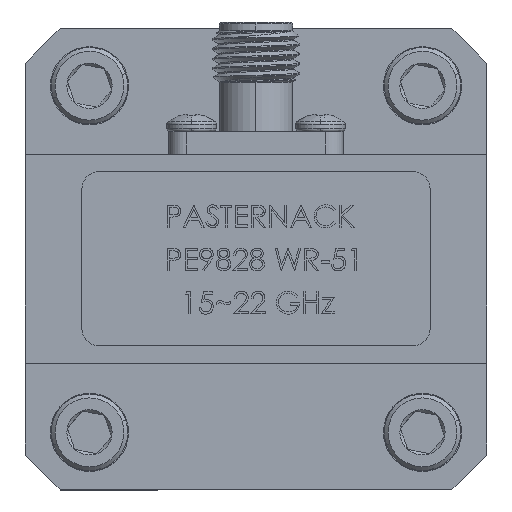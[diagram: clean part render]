
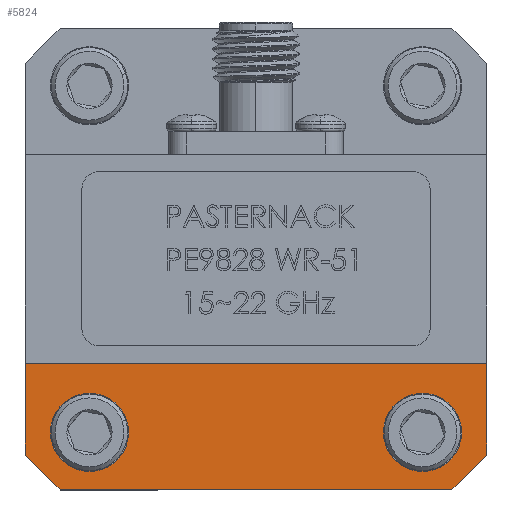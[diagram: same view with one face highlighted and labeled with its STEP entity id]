
A CAD part, top view. The second image highlights one B-rep face of the part: STEP entity #5824.
In plain terms, the highlighted face is planar.
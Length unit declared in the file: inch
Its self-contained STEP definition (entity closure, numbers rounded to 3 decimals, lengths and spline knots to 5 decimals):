
#1044 = ORIENTED_EDGE ( 'NONE', *, *, #18642, .F. ) ;
#1141 = VERTEX_POINT ( 'NONE', #8684 ) ;
#1511 = CARTESIAN_POINT ( 'NONE',  ( 0.4035, -0.4975, -0.187 ) ) ;
#1555 = DIRECTION ( 'NONE',  ( -1., 0., 0. ) ) ;
#2106 = ORIENTED_EDGE ( 'NONE', *, *, #17208, .F. ) ;
#3064 = VECTOR ( 'NONE', #23775, 39.37008 ) ;
#3131 = EDGE_CURVE ( 'NONE', #27095, #6585, #13648, .T. ) ;
#4512 = EDGE_CURVE ( 'NONE', #24813, #23356, #19898, .T. ) ;
#4673 = EDGE_CURVE ( 'NONE', #18162, #23356, #18551, .T. ) ;
#4891 = ORIENTED_EDGE ( 'NONE', *, *, #14232, .F. ) ;
#5810 = DIRECTION ( 'NONE',  ( 0., 0., -1. ) ) ;
#5824 = ADVANCED_FACE ( 'NONE', ( #24419, #11896, #12863 ), #23448, .T. ) ;
#6240 = VERTEX_POINT ( 'NONE', #8203 ) ;
#6483 = ORIENTED_EDGE ( 'NONE', *, *, #15292, .F. ) ;
#6585 = VERTEX_POINT ( 'NONE', #20571 ) ;
#7512 = CARTESIAN_POINT ( 'NONE',  ( -0.6625, -0.3, -0.187 ) ) ;
#7577 = VECTOR ( 'NONE', #25233, 39.37008 ) ;
#8203 = CARTESIAN_POINT ( 'NONE',  ( -0.4035, -0.4975, -0.187 ) ) ;
#8684 = CARTESIAN_POINT ( 'NONE',  ( 0.6625, -0.5625, -0.187 ) ) ;
#8721 = CARTESIAN_POINT ( 'NONE',  ( 1.48528, -0.3, -0.187 ) ) ;
#8787 = CARTESIAN_POINT ( 'NONE',  ( -0.5525, -0.4975, -0.187 ) ) ;
#9036 = DIRECTION ( 'NONE',  ( 0., 0., -1. ) ) ;
#9316 = ORIENTED_EDGE ( 'NONE', *, *, #25996, .F. ) ;
#9659 = DIRECTION ( 'NONE',  ( -0.707, 0.707, 0. ) ) ;
#9671 = AXIS2_PLACEMENT_3D ( 'NONE', #24724, #20314, #9765 ) ;
#9765 = DIRECTION ( 'NONE',  ( -1., 0., 0. ) ) ;
#9779 = ORIENTED_EDGE ( 'NONE', *, *, #19192, .T. ) ;
#9860 = EDGE_LOOP ( 'NONE', ( #2106, #23899 ) ) ;
#10136 = CARTESIAN_POINT ( 'NONE',  ( 0.478, -0.4975, -0.187 ) ) ;
#10458 = CARTESIAN_POINT ( 'NONE',  ( 0.6125, -0.6125, -0.187 ) ) ;
#10895 = VECTOR ( 'NONE', #21547, 39.37008 ) ;
#10973 = VECTOR ( 'NONE', #9659, 39.37008 ) ;
#11012 = VERTEX_POINT ( 'NONE', #8787 ) ;
#11497 = DIRECTION ( 'NONE',  ( 0., 0., -1. ) ) ;
#11896 = FACE_BOUND ( 'NONE', #14392, .T. ) ;
#12863 = FACE_BOUND ( 'NONE', #9860, .T. ) ;
#12962 = VECTOR ( 'NONE', #26671, 39.37008 ) ;
#13266 = AXIS2_PLACEMENT_3D ( 'NONE', #10136, #5810, #26775 ) ;
#13624 = DIRECTION ( 'NONE',  ( -1., 0., 0. ) ) ;
#13648 = CIRCLE ( 'NONE', #23422, 0.0745 ) ;
#13762 = CARTESIAN_POINT ( 'NONE',  ( -0.5625, -0.6625, -0.187 ) ) ;
#14232 = EDGE_CURVE ( 'NONE', #18565, #18162, #23489, .T. ) ;
#14392 = EDGE_LOOP ( 'NONE', ( #9316, #6483 ) ) ;
#15292 = EDGE_CURVE ( 'NONE', #11012, #6240, #26128, .T. ) ;
#15952 = CARTESIAN_POINT ( 'NONE',  ( -0.6125, -0.6125, -0.187 ) ) ;
#15955 = CARTESIAN_POINT ( 'NONE',  ( 0.5625, -0.6625, -0.187 ) ) ;
#16012 = VECTOR ( 'NONE', #23626, 39.37008 ) ;
#17208 = EDGE_CURVE ( 'NONE', #6585, #27095, #24507, .T. ) ;
#18162 = VERTEX_POINT ( 'NONE', #7512 ) ;
#18318 = LINE ( 'NONE', #21501, #16012 ) ;
#18551 = LINE ( 'NONE', #24812, #12962 ) ;
#18565 = VERTEX_POINT ( 'NONE', #18967 ) ;
#18642 = EDGE_CURVE ( 'NONE', #1141, #18565, #19827, .T. ) ;
#18967 = CARTESIAN_POINT ( 'NONE',  ( 0.6625, -0.3, -0.187 ) ) ;
#19064 = CARTESIAN_POINT ( 'NONE',  ( 0.6625, -0.6625, -0.187 ) ) ;
#19192 = EDGE_CURVE ( 'NONE', #1141, #23522, #21775, .T. ) ;
#19302 = DIRECTION ( 'NONE',  ( -1., 0., 0. ) ) ;
#19827 = LINE ( 'NONE', #19064, #10895 ) ;
#19898 = LINE ( 'NONE', #15952, #10973 ) ;
#20314 = DIRECTION ( 'NONE',  ( 0., 0., -1. ) ) ;
#20332 = CARTESIAN_POINT ( 'NONE',  ( 0.478, -0.4975, -0.187 ) ) ;
#20571 = CARTESIAN_POINT ( 'NONE',  ( 0.5525, -0.4975, -0.187 ) ) ;
#20698 = AXIS2_PLACEMENT_3D ( 'NONE', #22176, #11497, #13624 ) ;
#21176 = ORIENTED_EDGE ( 'NONE', *, *, #4673, .F. ) ;
#21373 = AXIS2_PLACEMENT_3D ( 'NONE', #23816, #9036, #19302 ) ;
#21501 = CARTESIAN_POINT ( 'NONE',  ( -0.6625, -0.6625, -0.187 ) ) ;
#21547 = DIRECTION ( 'NONE',  ( 0., 1., 0. ) ) ;
#21775 = LINE ( 'NONE', #10458, #7577 ) ;
#22176 = CARTESIAN_POINT ( 'NONE',  ( -0.478, -0.4975, -0.187 ) ) ;
#22367 = EDGE_LOOP ( 'NONE', ( #4891, #1044, #9779, #26484, #23809, #21176 ) ) ;
#23356 = VERTEX_POINT ( 'NONE', #26300 ) ;
#23422 = AXIS2_PLACEMENT_3D ( 'NONE', #20332, #24656, #1555 ) ;
#23448 = PLANE ( 'NONE',  #21373 ) ;
#23489 = LINE ( 'NONE', #8721, #3064 ) ;
#23522 = VERTEX_POINT ( 'NONE', #15955 ) ;
#23626 = DIRECTION ( 'NONE',  ( 1., 0., 0. ) ) ;
#23775 = DIRECTION ( 'NONE',  ( -1., 0., 0. ) ) ;
#23809 = ORIENTED_EDGE ( 'NONE', *, *, #4512, .T. ) ;
#23816 = CARTESIAN_POINT ( 'NONE',  ( 0., 0., -0.187 ) ) ;
#23882 = CIRCLE ( 'NONE', #20698, 0.0745 ) ;
#23899 = ORIENTED_EDGE ( 'NONE', *, *, #3131, .F. ) ;
#24419 = FACE_OUTER_BOUND ( 'NONE', #22367, .T. ) ;
#24507 = CIRCLE ( 'NONE', #13266, 0.0745 ) ;
#24656 = DIRECTION ( 'NONE',  ( 0., 0., -1. ) ) ;
#24724 = CARTESIAN_POINT ( 'NONE',  ( -0.478, -0.4975, -0.187 ) ) ;
#24812 = CARTESIAN_POINT ( 'NONE',  ( -0.6625, -0.6625, -0.187 ) ) ;
#24813 = VERTEX_POINT ( 'NONE', #13762 ) ;
#24890 = EDGE_CURVE ( 'NONE', #24813, #23522, #18318, .T. ) ;
#25233 = DIRECTION ( 'NONE',  ( -0.707, -0.707, 0. ) ) ;
#25996 = EDGE_CURVE ( 'NONE', #6240, #11012, #23882, .T. ) ;
#26128 = CIRCLE ( 'NONE', #9671, 0.0745 ) ;
#26300 = CARTESIAN_POINT ( 'NONE',  ( -0.6625, -0.5625, -0.187 ) ) ;
#26484 = ORIENTED_EDGE ( 'NONE', *, *, #24890, .F. ) ;
#26671 = DIRECTION ( 'NONE',  ( 0., -1., 0. ) ) ;
#26775 = DIRECTION ( 'NONE',  ( -1., 0., 0. ) ) ;
#27095 = VERTEX_POINT ( 'NONE', #1511 ) ;
